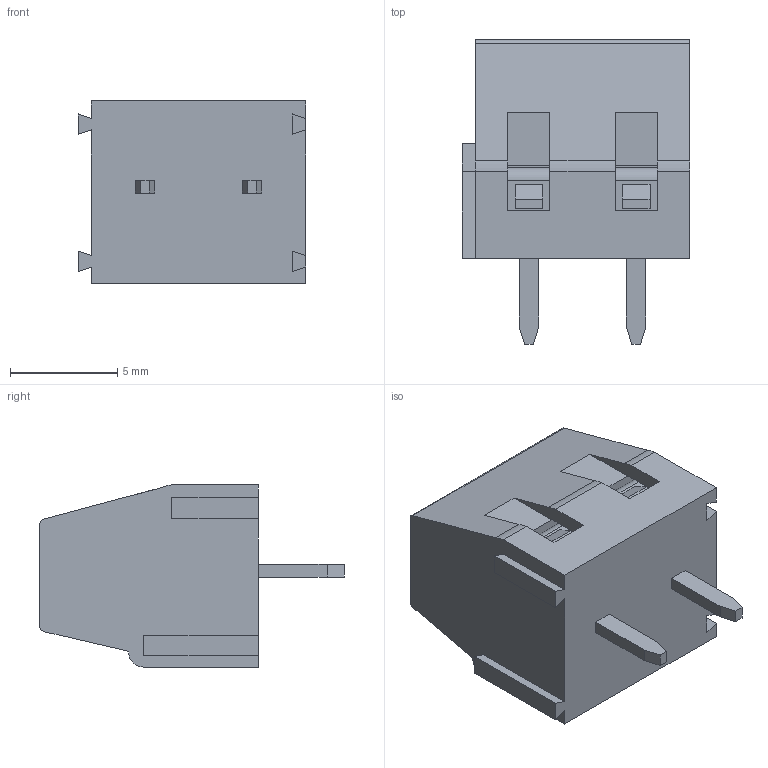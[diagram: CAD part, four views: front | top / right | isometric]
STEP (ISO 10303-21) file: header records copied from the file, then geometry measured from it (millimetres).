
FILE_DESCRIPTION( ('This file contains a STEP AP42 implementation' ,'as created by ZW3D STEP Interface translator.') ,'2;1' );
FILE_NAME( 'WJ127-5.0-2P-14-00A.stp' ,'22 824.17 239', (''), ('ZWCAD Software Co.'), 'Version 1.0', 'ZW3D to STEP translator', '' );
FILE_SCHEMA(('AUTOMOTIVE_DESIGN { 1 0 10303 214 1 1 1 1 }'));
Length unit declared in the file: millimetre
Products named in the file (2): 0; WJ127-5.0-02P-00A
Bounding box: 10.61 x 14.2 x 8.5 mm (x, y, z)
Volume: 707.6 mm3; surface area: 780.4 mm2
Topology: 1 solids, 2 shells, 220 faces, 564 edges, 358 vertices
Faces by surface type: plane 145, cylinder 36, cone 13, torus 12, sphere 8, bspline 6
Entity records: 8039 total; most frequent: CARTESIAN_POINT 2443, ORIENTED_EDGE 1128, DIRECTION 1070, EDGE_CURVE 564, VECTOR 412, LINE 412, VERTEX_POINT 358, AXIS2_PLACEMENT_3D 329
